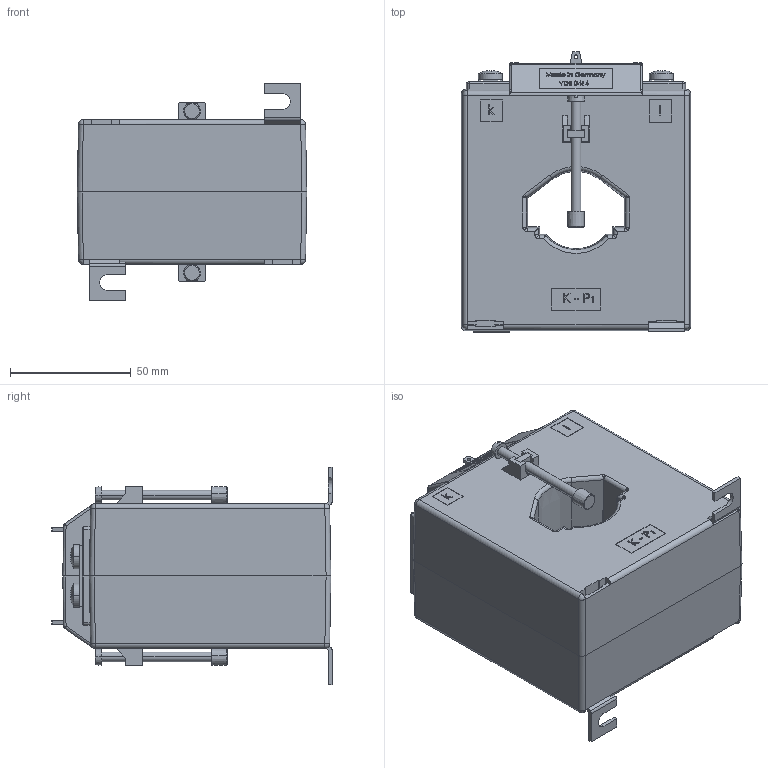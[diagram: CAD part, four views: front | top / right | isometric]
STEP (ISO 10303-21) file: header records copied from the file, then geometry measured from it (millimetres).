
FILE_DESCRIPTION (( 'STEP AP214' ), '1' );
FILE_NAME ('ASK41.6_kpl.STEP', '2011-11-29T11:02:50', ( ' ' ), ( '' ), 'SwSTEP 2.0', 'SolidWorks 2010', '' );
FILE_SCHEMA (( 'AUTOMOTIVE_DESIGN' ));
Length unit declared in the file: millimetre
Products named in the file (8): Zylinderschraube DIN 84 4.8 VG M 4 x 50; Vierkantmutter_M4; Fusswinkel_1,5; Isolierschutzkappe; ASK41.6_kpl; Linsenschraube DIN 7985 4.8 VZ M 5 x 10; MBS_WN-003_04_Klemme_WN-003_02; ASK41.6_11
Assembly tree (16 placements, depth 2):
  ASK41.6_kpl
    Vierkantmutter_M4  x2
    ASK41.6_11  x2
    Isolierschutzkappe  x2
    Linsenschraube DIN 7985 4.8 VZ M 5 x 10  x4
    Fusswinkel_1,5  x2
    Zylinderschraube DIN 84 4.8 VG M 4 x 50  x2
    MBS_WN-003_04_Klemme_WN-003_02  x2
Bounding box: 95 x 116 x 90 mm (x, y, z)
Volume: 534028.7 mm3; surface area: 80276.9 mm2
Topology: 18 solids, 18 shells, 1424 faces, 3638 edges, 2328 vertices
Faces by surface type: plane 908, bspline 266, cylinder 160, cone 32, torus 30, sphere 28
Entity records: 26741 total; most frequent: CARTESIAN_POINT 10771, ORIENTED_EDGE 3470, DIRECTION 2739, EDGE_CURVE 1735, VECTOR 1239, LINE 1239, VERTEX_POINT 1123, AXIS2_PLACEMENT_3D 750
